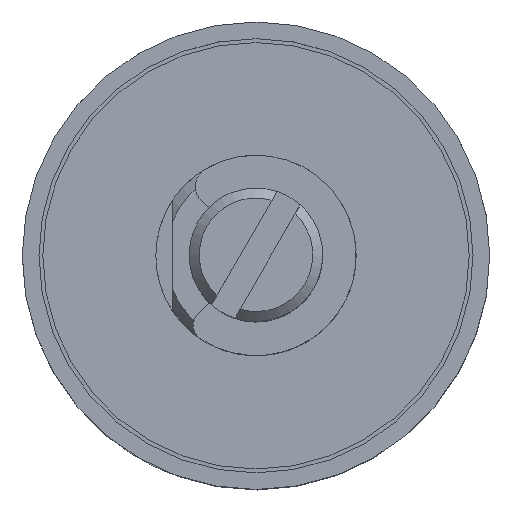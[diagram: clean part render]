
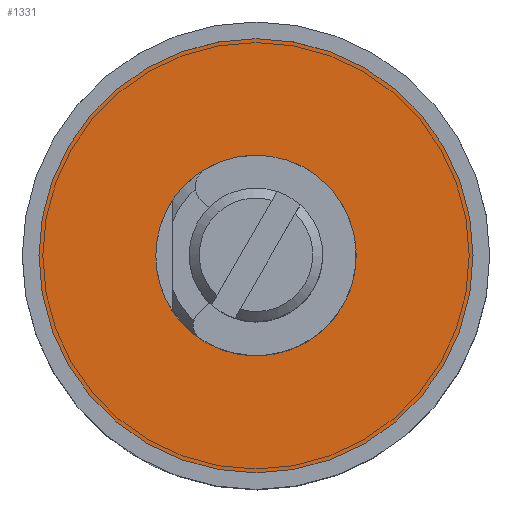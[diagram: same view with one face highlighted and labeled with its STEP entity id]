
A CAD part, top view. The second image highlights one B-rep face of the part: STEP entity #1331.
In plain terms, the highlighted planar face has unit normal (0, 0, 1).
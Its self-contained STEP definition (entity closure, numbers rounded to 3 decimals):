
#479 = CIRCLE ( 'NONE', #7441, 6.5 ) ;
#931 = CARTESIAN_POINT ( 'NONE',  ( 6.5, 0., 0.5 ) ) ;
#1183 = CARTESIAN_POINT ( 'NONE',  ( 3., 0., 0.5 ) ) ;
#1214 = DIRECTION ( 'NONE',  ( 1., 0., 0. ) ) ;
#1331 = ADVANCED_FACE ( 'NONE', ( #5386, #4622 ), #8397, .T. ) ;
#1548 = AXIS2_PLACEMENT_3D ( 'NONE', #1183, #6021, #1214 ) ;
#3052 = ORIENTED_EDGE ( 'NONE', *, *, #7534, .T. ) ;
#4089 = EDGE_CURVE ( 'NONE', #6190, #6190, #5433, .T. ) ;
#4622 = FACE_OUTER_BOUND ( 'NONE', #6187, .T. ) ;
#5209 = ORIENTED_EDGE ( 'NONE', *, *, #4089, .T. ) ;
#5318 = VERTEX_POINT ( 'NONE', #931 ) ;
#5336 = DIRECTION ( 'NONE',  ( 0., 0., -1. ) ) ;
#5386 = FACE_BOUND ( 'NONE', #7350, .T. ) ;
#5433 = CIRCLE ( 'NONE', #7407, 3. ) ;
#6021 = DIRECTION ( 'NONE',  ( 0., 0., 1. ) ) ;
#6060 = CARTESIAN_POINT ( 'NONE',  ( 0., 0., 0.5 ) ) ;
#6187 = EDGE_LOOP ( 'NONE', ( #3052 ) ) ;
#6190 = VERTEX_POINT ( 'NONE', #8224 ) ;
#7350 = EDGE_LOOP ( 'NONE', ( #5209 ) ) ;
#7407 = AXIS2_PLACEMENT_3D ( 'NONE', #10146, #5336, #8650 ) ;
#7441 = AXIS2_PLACEMENT_3D ( 'NONE', #6060, #9325, #7679 ) ;
#7534 = EDGE_CURVE ( 'NONE', #5318, #5318, #479, .T. ) ;
#7679 = DIRECTION ( 'NONE',  ( 1., 0., 0. ) ) ;
#8224 = CARTESIAN_POINT ( 'NONE',  ( -3., 0., 0.5 ) ) ;
#8397 = PLANE ( 'NONE',  #1548 ) ;
#8650 = DIRECTION ( 'NONE',  ( -1., 0., 0. ) ) ;
#9325 = DIRECTION ( 'NONE',  ( 0., 0., 1. ) ) ;
#10146 = CARTESIAN_POINT ( 'NONE',  ( 0., 0., 0.5 ) ) ;
